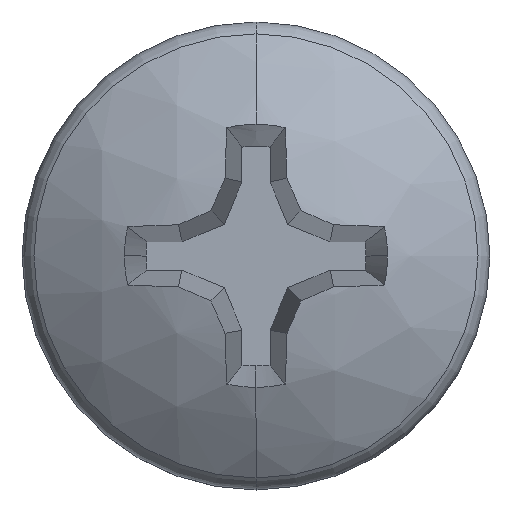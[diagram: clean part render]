
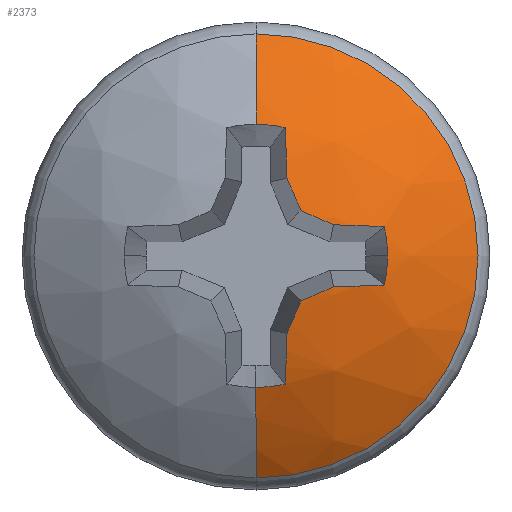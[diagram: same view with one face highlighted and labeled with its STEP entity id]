
A CAD part, top view. The second image highlights one B-rep face of the part: STEP entity #2373.
In plain terms, the highlighted spherical face has radius 3.25 mm.
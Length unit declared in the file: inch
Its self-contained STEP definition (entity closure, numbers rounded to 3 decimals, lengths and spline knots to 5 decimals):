
#7 = EDGE_CURVE ( 'NONE', #2605, #3059, #569, .T. ) ;
#22 = CARTESIAN_POINT ( 'NONE',  ( -0.00415, 0., -0.06545 ) ) ;
#30 = EDGE_CURVE ( 'NONE', #938, #328, #3920, .T. ) ;
#96 = EDGE_CURVE ( 'NONE', #1236, #1346, #3484, .T. ) ;
#165 = FACE_OUTER_BOUND ( 'NONE', #3331, .T. ) ;
#216 = CIRCLE ( 'NONE', #3828, 0.04693 ) ;
#292 = AXIS2_PLACEMENT_3D ( 'NONE', #3991, #913, #898 ) ;
#295 = DIRECTION ( 'NONE',  ( 0.383, -0.924, 0. ) ) ;
#298 = AXIS2_PLACEMENT_3D ( 'NONE', #2123, #2445, #574 ) ;
#309 = EDGE_CURVE ( 'NONE', #1638, #3151, #3387, .T. ) ;
#310 = CARTESIAN_POINT ( 'NONE',  ( 0.01607, 0.01607, 0.05997 ) ) ;
#317 = VERTEX_POINT ( 'NONE', #3520 ) ;
#318 = DIRECTION ( 'NONE',  ( 0.924, -0.383, 0. ) ) ;
#328 = VERTEX_POINT ( 'NONE', #2329 ) ;
#336 = CARTESIAN_POINT ( 'NONE',  ( -0.00415, 0., -0.06545 ) ) ;
#344 = DIRECTION ( 'NONE',  ( -1., 0., 0. ) ) ;
#346 = CARTESIAN_POINT ( 'NONE',  ( 0.02768, -0.01107, 0.05848 ) ) ;
#408 = ORIENTED_EDGE ( 'NONE', *, *, #3720, .T. ) ;
#411 = CARTESIAN_POINT ( 'NONE',  ( 0.01041, 0.04576, 0.05308 ) ) ;
#449 = DIRECTION ( 'NONE',  ( 0., -0.993, -0.122 ) ) ;
#461 = DIRECTION ( 'NONE',  ( 0., 0., -1. ) ) ;
#464 = CARTESIAN_POINT ( 'NONE',  ( 0.01107, -0.02768, 0.05848 ) ) ;
#520 = ORIENTED_EDGE ( 'NONE', *, *, #309, .T. ) ;
#569 = CIRCLE ( 'NONE', #2872, 0.12784 ) ;
#574 = DIRECTION ( 'NONE',  ( 0., -0.122, -0.993 ) ) ;
#605 = ORIENTED_EDGE ( 'NONE', *, *, #96, .F. ) ;
#648 = ORIENTED_EDGE ( 'NONE', *, *, #928, .T. ) ;
#659 = CARTESIAN_POINT ( 'NONE',  ( 0., 0.07925, 0.0345 ) ) ;
#709 = EDGE_CURVE ( 'NONE', #3151, #942, #1043, .T. ) ;
#715 = ORIENTED_EDGE ( 'NONE', *, *, #3399, .F. ) ;
#795 = CIRCLE ( 'NONE', #2954, 0.12789 ) ;
#815 = AXIS2_PLACEMENT_3D ( 'NONE', #336, #1521, #3699 ) ;
#898 = DIRECTION ( 'NONE',  ( -0.924, -0.383, 0. ) ) ;
#908 = CARTESIAN_POINT ( 'NONE',  ( 0.00209, 0.00504, -0.06663 ) ) ;
#913 = DIRECTION ( 'NONE',  ( 0.38, -0.917, -0.122 ) ) ;
#928 = EDGE_CURVE ( 'NONE', #317, #2162, #2710, .T. ) ;
#938 = VERTEX_POINT ( 'NONE', #1153 ) ;
#942 = VERTEX_POINT ( 'NONE', #1802 ) ;
#1003 = CARTESIAN_POINT ( 'NONE',  ( 0., 0., -0.06596 ) ) ;
#1015 = AXIS2_PLACEMENT_3D ( 'NONE', #1367, #2322, #3541 ) ;
#1016 = CARTESIAN_POINT ( 'NONE',  ( 0., 0.04693, 0.05308 ) ) ;
#1037 = EDGE_CURVE ( 'NONE', #2162, #1346, #1447, .T. ) ;
#1043 = CIRCLE ( 'NONE', #292, 0.12784 ) ;
#1072 = CARTESIAN_POINT ( 'NONE',  ( 0., 0.00415, -0.06545 ) ) ;
#1153 = CARTESIAN_POINT ( 'NONE',  ( 0.04576, 0.01041, 0.05308 ) ) ;
#1210 = CARTESIAN_POINT ( 'NONE',  ( 0.02768, 0.01107, 0.05848 ) ) ;
#1236 = VERTEX_POINT ( 'NONE', #659 ) ;
#1249 = DIRECTION ( 'NONE',  ( -0.383, -0.924, 0. ) ) ;
#1346 = VERTEX_POINT ( 'NONE', #3978 ) ;
#1367 = CARTESIAN_POINT ( 'NONE',  ( 0., 0., -0.06596 ) ) ;
#1391 = VERTEX_POINT ( 'NONE', #464 ) ;
#1417 = AXIS2_PLACEMENT_3D ( 'NONE', #1072, #449, #3274 ) ;
#1447 = CIRCLE ( 'NONE', #2163, 0.12796 ) ;
#1475 = AXIS2_PLACEMENT_3D ( 'NONE', #3013, #3681, #1812 ) ;
#1519 = CARTESIAN_POINT ( 'NONE',  ( 0., 0., -0.06596 ) ) ;
#1521 = DIRECTION ( 'NONE',  ( 0.993, 0., -0.122 ) ) ;
#1538 = CARTESIAN_POINT ( 'NONE',  ( 0.00504, -0.00209, -0.06663 ) ) ;
#1548 = DIRECTION ( 'NONE',  ( 0., 1., 0. ) ) ;
#1573 = CIRCLE ( 'NONE', #2729, 0.12796 ) ;
#1608 = DIRECTION ( 'NONE',  ( 0., 1., 0. ) ) ;
#1638 = VERTEX_POINT ( 'NONE', #3243 ) ;
#1641 = EDGE_CURVE ( 'NONE', #3427, #3291, #216, .T. ) ;
#1787 = EDGE_CURVE ( 'NONE', #328, #1638, #1949, .T. ) ;
#1794 = ORIENTED_EDGE ( 'NONE', *, *, #30, .T. ) ;
#1802 = CARTESIAN_POINT ( 'NONE',  ( 0.01607, -0.01607, 0.05997 ) ) ;
#1812 = DIRECTION ( 'NONE',  ( 0., 1., 0. ) ) ;
#1848 = EDGE_CURVE ( 'NONE', #1391, #317, #3224, .T. ) ;
#1883 = DIRECTION ( 'NONE',  ( 0.122, 0., 0.993 ) ) ;
#1901 = ORIENTED_EDGE ( 'NONE', *, *, #1037, .T. ) ;
#1915 = EDGE_CURVE ( 'NONE', #942, #1391, #2463, .T. ) ;
#1949 = CIRCLE ( 'NONE', #2331, 0.04693 ) ;
#1988 = EDGE_CURVE ( 'NONE', #3925, #2605, #3906, .T. ) ;
#2001 = CARTESIAN_POINT ( 'NONE',  ( 0., 0., 0.05308 ) ) ;
#2080 = EDGE_CURVE ( 'NONE', #3291, #3925, #795, .T. ) ;
#2089 = ORIENTED_EDGE ( 'NONE', *, *, #1641, .T. ) ;
#2091 = DIRECTION ( 'NONE',  ( 0., 0., -1. ) ) ;
#2123 = CARTESIAN_POINT ( 'NONE',  ( 0., -0.00415, -0.06545 ) ) ;
#2162 = VERTEX_POINT ( 'NONE', #3460 ) ;
#2163 = AXIS2_PLACEMENT_3D ( 'NONE', #1519, #3375, #1548 ) ;
#2198 = CARTESIAN_POINT ( 'NONE',  ( 0., 0., 0.05308 ) ) ;
#2279 = DIRECTION ( 'NONE',  ( 0., 0., 1. ) ) ;
#2322 = DIRECTION ( 'NONE',  ( 1., 0., 0. ) ) ;
#2326 = DIRECTION ( 'NONE',  ( -1., 0., 0. ) ) ;
#2329 = CARTESIAN_POINT ( 'NONE',  ( 0.04693, 0., 0.05308 ) ) ;
#2331 = AXIS2_PLACEMENT_3D ( 'NONE', #3315, #2091, #3685 ) ;
#2366 = SPHERICAL_SURFACE ( 'NONE', #1015, 0.12796 ) ;
#2373 = ADVANCED_FACE ( 'NONE', ( #165 ), #2366, .T. ) ;
#2383 = ORIENTED_EDGE ( 'NONE', *, *, #1848, .T. ) ;
#2445 = DIRECTION ( 'NONE',  ( 0., 0.993, -0.122 ) ) ;
#2463 = CIRCLE ( 'NONE', #3106, 0.12784 ) ;
#2503 = ORIENTED_EDGE ( 'NONE', *, *, #709, .T. ) ;
#2561 = AXIS2_PLACEMENT_3D ( 'NONE', #3744, #3732, #295 ) ;
#2605 = VERTEX_POINT ( 'NONE', #310 ) ;
#2710 = CIRCLE ( 'NONE', #1475, 0.04693 ) ;
#2729 = AXIS2_PLACEMENT_3D ( 'NONE', #1003, #3507, #2279 ) ;
#2851 = ORIENTED_EDGE ( 'NONE', *, *, #2080, .T. ) ;
#2861 = CARTESIAN_POINT ( 'NONE',  ( 0., 0., 0.0345 ) ) ;
#2872 = AXIS2_PLACEMENT_3D ( 'NONE', #908, #3101, #318 ) ;
#2954 = AXIS2_PLACEMENT_3D ( 'NONE', #22, #3489, #1883 ) ;
#3006 = ORIENTED_EDGE ( 'NONE', *, *, #1915, .T. ) ;
#3013 = CARTESIAN_POINT ( 'NONE',  ( 0., 0., 0.05308 ) ) ;
#3056 = ORIENTED_EDGE ( 'NONE', *, *, #1787, .T. ) ;
#3059 = VERTEX_POINT ( 'NONE', #1210 ) ;
#3067 = DIRECTION ( 'NONE',  ( 0.917, -0.38, -0.122 ) ) ;
#3101 = DIRECTION ( 'NONE',  ( 0.38, 0.917, -0.122 ) ) ;
#3106 = AXIS2_PLACEMENT_3D ( 'NONE', #1538, #3067, #1249 ) ;
#3150 = CARTESIAN_POINT ( 'NONE',  ( 0.01107, 0.02768, 0.05848 ) ) ;
#3151 = VERTEX_POINT ( 'NONE', #346 ) ;
#3170 = CIRCLE ( 'NONE', #298, 0.12789 ) ;
#3179 = ORIENTED_EDGE ( 'NONE', *, *, #1988, .T. ) ;
#3224 = CIRCLE ( 'NONE', #815, 0.12789 ) ;
#3243 = CARTESIAN_POINT ( 'NONE',  ( 0.04576, -0.01041, 0.05308 ) ) ;
#3274 = DIRECTION ( 'NONE',  ( 0., -0.122, 0.993 ) ) ;
#3280 = ORIENTED_EDGE ( 'NONE', *, *, #7, .T. ) ;
#3291 = VERTEX_POINT ( 'NONE', #411 ) ;
#3315 = CARTESIAN_POINT ( 'NONE',  ( 0., 0., 0.05308 ) ) ;
#3331 = EDGE_LOOP ( 'NONE', ( #648, #1901, #605, #715, #2089, #2851, #3179, #3280, #408, #1794, #3056, #520, #2503, #3006, #2383 ) ) ;
#3375 = DIRECTION ( 'NONE',  ( 1., 0., 0. ) ) ;
#3387 = CIRCLE ( 'NONE', #1417, 0.12789 ) ;
#3399 = EDGE_CURVE ( 'NONE', #3427, #1236, #1573, .T. ) ;
#3427 = VERTEX_POINT ( 'NONE', #1016 ) ;
#3443 = AXIS2_PLACEMENT_3D ( 'NONE', #2861, #3761, #1608 ) ;
#3456 = DIRECTION ( 'NONE',  ( 0., 0., -1. ) ) ;
#3460 = CARTESIAN_POINT ( 'NONE',  ( 0., -0.04693, 0.05308 ) ) ;
#3484 = CIRCLE ( 'NONE', #3443, 0.07925 ) ;
#3489 = DIRECTION ( 'NONE',  ( 0.993, 0., -0.122 ) ) ;
#3496 = AXIS2_PLACEMENT_3D ( 'NONE', #2198, #3456, #344 ) ;
#3507 = DIRECTION ( 'NONE',  ( -1., 0., 0. ) ) ;
#3520 = CARTESIAN_POINT ( 'NONE',  ( 0.01041, -0.04576, 0.05308 ) ) ;
#3541 = DIRECTION ( 'NONE',  ( 0., 1., 0. ) ) ;
#3681 = DIRECTION ( 'NONE',  ( 0., 0., -1. ) ) ;
#3685 = DIRECTION ( 'NONE',  ( -1., 0., 0. ) ) ;
#3699 = DIRECTION ( 'NONE',  ( -0.122, 0., -0.993 ) ) ;
#3720 = EDGE_CURVE ( 'NONE', #3059, #938, #3170, .T. ) ;
#3732 = DIRECTION ( 'NONE',  ( 0.917, 0.38, -0.122 ) ) ;
#3744 = CARTESIAN_POINT ( 'NONE',  ( 0.00504, 0.00209, -0.06663 ) ) ;
#3761 = DIRECTION ( 'NONE',  ( 0., 0., -1. ) ) ;
#3828 = AXIS2_PLACEMENT_3D ( 'NONE', #2001, #461, #2326 ) ;
#3906 = CIRCLE ( 'NONE', #2561, 0.12784 ) ;
#3920 = CIRCLE ( 'NONE', #3496, 0.04693 ) ;
#3925 = VERTEX_POINT ( 'NONE', #3150 ) ;
#3978 = CARTESIAN_POINT ( 'NONE',  ( 0., -0.07925, 0.0345 ) ) ;
#3991 = CARTESIAN_POINT ( 'NONE',  ( 0.00209, -0.00504, -0.06663 ) ) ;
